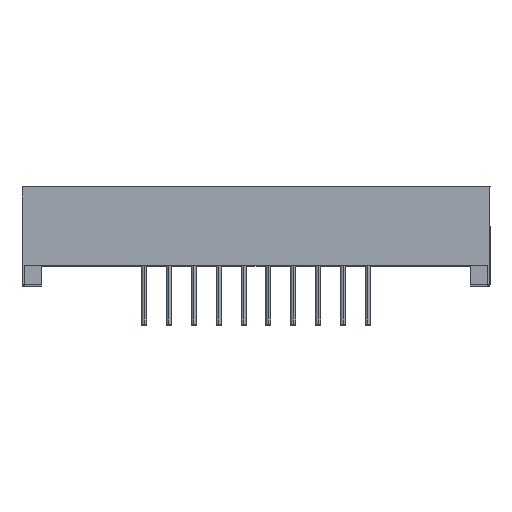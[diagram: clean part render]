
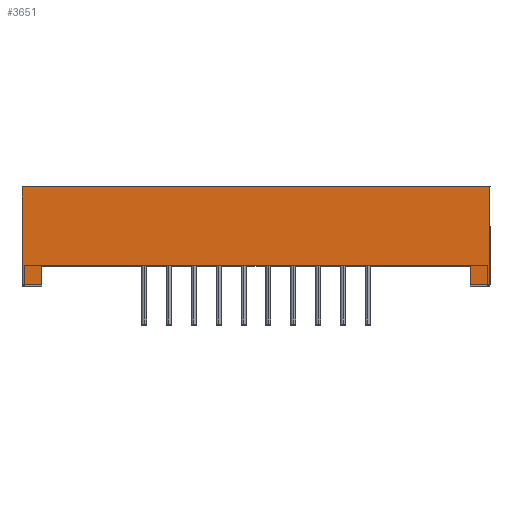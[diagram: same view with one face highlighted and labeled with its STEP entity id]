
A CAD part, top view. The second image highlights one B-rep face of the part: STEP entity #3651.
In plain terms, the highlighted planar face has unit normal (0, 0, 1).
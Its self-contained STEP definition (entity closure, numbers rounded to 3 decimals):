
#230 = EDGE_CURVE ( 'NONE', #1879, #1685, #2225, .T. ) ;
#231 = EDGE_CURVE ( 'NONE', #1529, #1881, #2228, .T. ) ;
#232 = EDGE_CURVE ( 'NONE', #1547, #1481, #2231, .T. ) ;
#1278 = ORIENTED_EDGE ( 'NONE', *, *, #10387, .F. ) ;
#1286 = ORIENTED_EDGE ( 'NONE', *, *, #230, .F. ) ;
#1287 = ORIENTED_EDGE ( 'NONE', *, *, #231, .F. ) ;
#1288 = ORIENTED_EDGE ( 'NONE', *, *, #3811, .T. ) ;
#1289 = ORIENTED_EDGE ( 'NONE', *, *, #11062, .T. ) ;
#1290 = ORIENTED_EDGE ( 'NONE', *, *, #232, .F. ) ;
#1291 = ORIENTED_EDGE ( 'NONE', *, *, #11001, .F. ) ;
#1293 = ORIENTED_EDGE ( 'NONE', *, *, #13887, .T. ) ;
#1481 = VERTEX_POINT ( 'NONE', #5269 ) ;
#1482 = VERTEX_POINT ( 'NONE', #5270 ) ;
#1527 = VERTEX_POINT ( 'NONE', #5315 ) ;
#1529 = VERTEX_POINT ( 'NONE', #5317 ) ;
#1547 = VERTEX_POINT ( 'NONE', #5335 ) ;
#1685 = VERTEX_POINT ( 'NONE', #11291 ) ;
#1879 = VERTEX_POINT ( 'NONE', #11485 ) ;
#1881 = VERTEX_POINT ( 'NONE', #11487 ) ;
#2225 = LINE ( 'NONE', #2226, #3772 ) ;
#2226 = CARTESIAN_POINT ( 'NONE',  ( -21.9, -8., 34.92 ) ) ;
#2227 = DIRECTION ( 'NONE',  ( 0., -1., 0. ) ) ;
#2228 = LINE ( 'NONE', #2229, #3773 ) ;
#2229 = CARTESIAN_POINT ( 'NONE',  ( 21.9, -8., 34.92 ) ) ;
#2230 = DIRECTION ( 'NONE',  ( 0., 1., 0. ) ) ;
#2231 = LINE ( 'NONE', #2232, #3774 ) ;
#2232 = CARTESIAN_POINT ( 'NONE',  ( -23.9, -10., 34.92 ) ) ;
#2233 = DIRECTION ( 'NONE',  ( 0., 1., 0. ) ) ;
#3301 = EDGE_LOOP ( 'NONE', ( #1286, #1278, #1287, #1288, #1289, #1291, #1290, #1293 ) ) ;
#3441 = VECTOR ( 'NONE', #6038, 1000. ) ;
#3651 = ADVANCED_FACE ( 'NONE', ( #6624 ), #5719, .T. ) ;
#3772 = VECTOR ( 'NONE', #2227, 1000. ) ;
#3773 = VECTOR ( 'NONE', #2230, 1000. ) ;
#3774 = VECTOR ( 'NONE', #2233, 1000. ) ;
#3811 = EDGE_CURVE ( 'NONE', #1529, #1527, #6036, .T. ) ;
#4038 = VECTOR ( 'NONE', #7388, 1000. ) ;
#5269 = CARTESIAN_POINT ( 'NONE',  ( -23.9, 0., 34.92 ) ) ;
#5270 = CARTESIAN_POINT ( 'NONE',  ( 23.9, 0., 34.92 ) ) ;
#5315 = CARTESIAN_POINT ( 'NONE',  ( 23.9, -10., 34.92 ) ) ;
#5317 = CARTESIAN_POINT ( 'NONE',  ( 21.9, -10., 34.92 ) ) ;
#5335 = CARTESIAN_POINT ( 'NONE',  ( -23.9, -10., 34.92 ) ) ;
#5719 = PLANE ( 'NONE',  #6630 ) ;
#5720 = CARTESIAN_POINT ( 'NONE',  ( -65.969, -10., 34.92 ) ) ;
#5721 = DIRECTION ( 'NONE',  ( 0., 0., 1. ) ) ;
#5722 = DIRECTION ( 'NONE',  ( 1., 0., 0. ) ) ;
#6036 = LINE ( 'NONE', #6037, #3441 ) ;
#6037 = CARTESIAN_POINT ( 'NONE',  ( -65.969, -10., 34.92 ) ) ;
#6038 = DIRECTION ( 'NONE',  ( 1., 0., 0. ) ) ;
#6624 = FACE_OUTER_BOUND ( 'NONE', #3301, .T. ) ;
#6630 = AXIS2_PLACEMENT_3D ( 'NONE', #5720, #5721, #5722 ) ;
#7386 = LINE ( 'NONE', #7387, #4038 ) ;
#7387 = CARTESIAN_POINT ( 'NONE',  ( -21.9, -8., 34.92 ) ) ;
#7388 = DIRECTION ( 'NONE',  ( -1., 0., 0. ) ) ;
#8035 = LINE ( 'NONE', #8036, #14619 ) ;
#8036 = CARTESIAN_POINT ( 'NONE',  ( -65.969, 0., 34.92 ) ) ;
#8037 = DIRECTION ( 'NONE',  ( 1., 0., 0. ) ) ;
#8218 = LINE ( 'NONE', #8219, #14124 ) ;
#8219 = CARTESIAN_POINT ( 'NONE',  ( 23.9, -10., 34.92 ) ) ;
#8220 = DIRECTION ( 'NONE',  ( 0., 1., 0. ) ) ;
#9047 = LINE ( 'NONE', #9048, #13559 ) ;
#9048 = CARTESIAN_POINT ( 'NONE',  ( -65.969, -10., 34.92 ) ) ;
#9049 = DIRECTION ( 'NONE',  ( 1., 0., 0. ) ) ;
#10387 = EDGE_CURVE ( 'NONE', #1881, #1879, #7386, .T. ) ;
#11001 = EDGE_CURVE ( 'NONE', #1481, #1482, #8035, .T. ) ;
#11062 = EDGE_CURVE ( 'NONE', #1527, #1482, #8218, .T. ) ;
#11291 = CARTESIAN_POINT ( 'NONE',  ( -21.9, -10., 34.92 ) ) ;
#11485 = CARTESIAN_POINT ( 'NONE',  ( -21.9, -8., 34.92 ) ) ;
#11487 = CARTESIAN_POINT ( 'NONE',  ( 21.9, -8., 34.92 ) ) ;
#13559 = VECTOR ( 'NONE', #9049, 1000. ) ;
#13887 = EDGE_CURVE ( 'NONE', #1547, #1685, #9047, .T. ) ;
#14124 = VECTOR ( 'NONE', #8220, 1000. ) ;
#14619 = VECTOR ( 'NONE', #8037, 1000. ) ;
